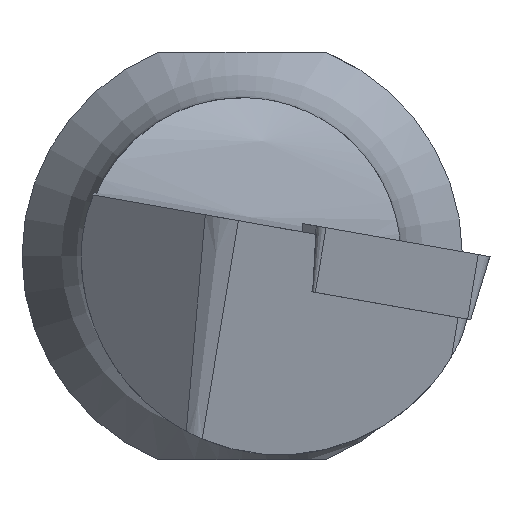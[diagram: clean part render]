
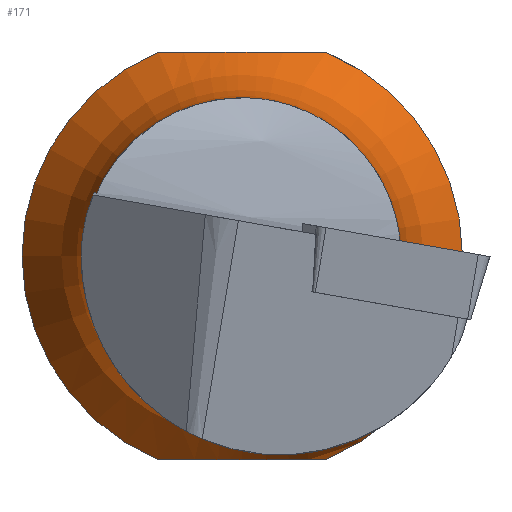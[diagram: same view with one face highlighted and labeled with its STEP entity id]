
A CAD part, left-side view. The second image highlights one B-rep face of the part: STEP entity #171.
In plain terms, the highlighted toroidal (fillet/blend) face has major radius 15.75 mm and minor radius 10 mm.
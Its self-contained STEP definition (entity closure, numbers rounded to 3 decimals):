
#125=TOROIDAL_SURFACE('',#659,15.75,10.);
#128=FACE_BOUND('',#247,.T.);
#129=FACE_BOUND('',#248,.T.);
#146=CIRCLE('',#649,8.);
#150=CIRCLE('',#656,8.);
#151=CIRCLE('',#658,5.75);
#171=ADVANCED_FACE('',(#128,#129),#125,.F.);
#247=EDGE_LOOP('',(#332,#333,#334,#335));
#248=EDGE_LOOP('',(#336));
#277=B_SPLINE_CURVE_WITH_KNOTS('',3,(#973,#974,#975,#976,#977,#978,#979,
#980),.UNSPECIFIED.,.F.,.F.,(4,2,2,4),(0.,0.5,0.75,1.),.UNSPECIFIED.);
#278=B_SPLINE_CURVE_WITH_KNOTS('',3,(#981,#982,#983,#984,#985,#986,#987,
#988),.UNSPECIFIED.,.F.,.F.,(4,2,2,4),(0.,0.5,0.75,1.),.UNSPECIFIED.);
#332=ORIENTED_EDGE('',*,*,#520,.F.);
#333=ORIENTED_EDGE('',*,*,#522,.T.);
#334=ORIENTED_EDGE('',*,*,#511,.F.);
#335=ORIENTED_EDGE('',*,*,#523,.T.);
#336=ORIENTED_EDGE('',*,*,#524,.T.);
#456=VERTEX_POINT('',#924);
#457=VERTEX_POINT('',#925);
#463=VERTEX_POINT('',#968);
#464=VERTEX_POINT('',#970);
#465=VERTEX_POINT('',#990);
#511=EDGE_CURVE('',#456,#457,#146,.T.);
#520=EDGE_CURVE('',#463,#464,#150,.T.);
#522=EDGE_CURVE('',#463,#457,#277,.T.);
#523=EDGE_CURVE('',#456,#464,#278,.T.);
#524=EDGE_CURVE('',#465,#465,#151,.T.);
#649=AXIS2_PLACEMENT_3D('',#923,#728,#729);
#656=AXIS2_PLACEMENT_3D('',#969,#745,#746);
#658=AXIS2_PLACEMENT_3D('',#989,#750,#751);
#659=AXIS2_PLACEMENT_3D('',#991,#752,#753);
#728=DIRECTION('',(1.,0.,0.));
#729=DIRECTION('',(0.,0.,-1.));
#745=DIRECTION('',(1.,0.,0.));
#746=DIRECTION('',(0.,0.,-1.));
#750=DIRECTION('',(1.,0.,0.));
#751=DIRECTION('',(0.,0.,-1.));
#752=DIRECTION('',(1.,0.,0.));
#753=DIRECTION('',(0.,0.,-1.));
#923=CARTESIAN_POINT('',(43.32,0.,0.));
#924=CARTESIAN_POINT('',(43.32,-3.04,7.4));
#925=CARTESIAN_POINT('',(43.32,-3.04,-7.4));
#968=CARTESIAN_POINT('',(43.32,3.04,-7.4));
#969=CARTESIAN_POINT('',(43.32,0.,0.));
#970=CARTESIAN_POINT('',(43.32,3.04,7.4));
#973=CARTESIAN_POINT('',(43.32,3.04,-7.4));
#974=CARTESIAN_POINT('',(42.884,2.105,-7.4));
#975=CARTESIAN_POINT('',(42.524,1.135,-7.4));
#976=CARTESIAN_POINT('',(42.493,-0.423,-7.4));
#977=CARTESIAN_POINT('',(42.584,-1.019,-7.4));
#978=CARTESIAN_POINT('',(42.886,-2.056,-7.4));
#979=CARTESIAN_POINT('',(43.092,-2.552,-7.4));
#980=CARTESIAN_POINT('',(43.32,-3.04,-7.4));
#981=CARTESIAN_POINT('',(43.32,-3.04,7.4));
#982=CARTESIAN_POINT('',(42.884,-2.105,7.4));
#983=CARTESIAN_POINT('',(42.524,-1.135,7.4));
#984=CARTESIAN_POINT('',(42.493,0.423,7.4));
#985=CARTESIAN_POINT('',(42.584,1.019,7.4));
#986=CARTESIAN_POINT('',(42.886,2.056,7.4));
#987=CARTESIAN_POINT('',(43.092,2.552,7.4));
#988=CARTESIAN_POINT('',(43.32,3.04,7.4));
#989=CARTESIAN_POINT('',(37.,0.,0.));
#990=CARTESIAN_POINT('',(37.,0.,-5.75));
#991=CARTESIAN_POINT('',(37.,0.,0.));
